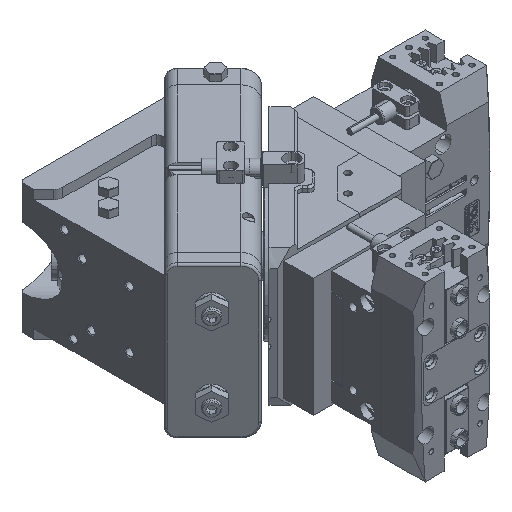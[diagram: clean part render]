
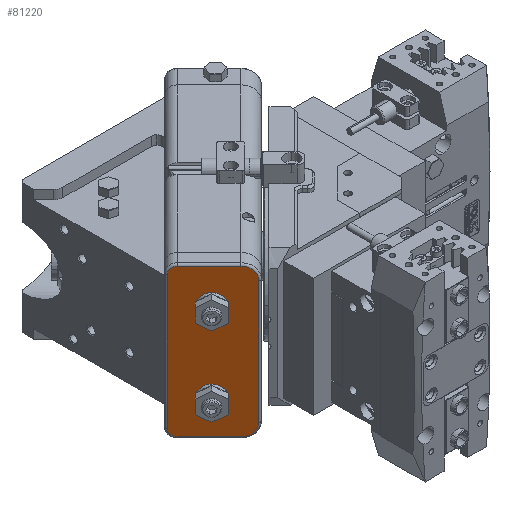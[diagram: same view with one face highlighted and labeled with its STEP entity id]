
A CAD part, isometric view. The second image highlights one B-rep face of the part: STEP entity #81220.
In plain terms, the highlighted planar face has unit normal (-0.707, -0.707, 0).
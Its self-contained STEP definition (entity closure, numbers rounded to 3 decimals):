
#625 = EDGE_CURVE ( 'NONE', #59717, #79105, #29260, .T. ) ;
#951 = ORIENTED_EDGE ( 'NONE', *, *, #74737, .T. ) ;
#1953 = VECTOR ( 'NONE', #78342, 1000. ) ;
#2646 = PLANE ( 'NONE',  #14065 ) ;
#2820 = CARTESIAN_POINT ( 'NONE',  ( 7.425, -4.349, 64. ) ) ;
#3047 = CARTESIAN_POINT ( 'NONE',  ( -2.121, 5.197, 5. ) ) ;
#3085 = DIRECTION ( 'NONE',  ( -0.707, -0.707, 0. ) ) ;
#3130 = EDGE_LOOP ( 'NONE', ( #6286, #20898 ) ) ;
#3386 = DIRECTION ( 'NONE',  ( 0.707, -0.707, 0. ) ) ;
#3410 = CIRCLE ( 'NONE', #6052, 7. ) ;
#3745 = ORIENTED_EDGE ( 'NONE', *, *, #27074, .F. ) ;
#4399 = ORIENTED_EDGE ( 'NONE', *, *, #29456, .F. ) ;
#4557 = CIRCLE ( 'NONE', #73195, 4.025 ) ;
#5259 = VECTOR ( 'NONE', #85422, 1000. ) ;
#6052 = AXIS2_PLACEMENT_3D ( 'NONE', #24632, #51128, #64159 ) ;
#6286 = ORIENTED_EDGE ( 'NONE', *, *, #46062, .F. ) ;
#6370 = VERTEX_POINT ( 'NONE', #21070 ) ;
#6518 = CARTESIAN_POINT ( 'NONE',  ( 7.425, -4.349, 20. ) ) ;
#8567 = VERTEX_POINT ( 'NONE', #56666 ) ;
#9868 = CARTESIAN_POINT ( 'NONE',  ( -4.95, 8.026, 79. ) ) ;
#10254 = VERTEX_POINT ( 'NONE', #70467 ) ;
#11769 = DIRECTION ( 'NONE',  ( 0.707, -0.707, 0. ) ) ;
#12379 = CARTESIAN_POINT ( 'NONE',  ( 20.506, -17.43, 76. ) ) ;
#14065 = AXIS2_PLACEMENT_3D ( 'NONE', #28602, #15905, #67546 ) ;
#15342 = EDGE_CURVE ( 'NONE', #45219, #59717, #85400, .T. ) ;
#15690 = FACE_BOUND ( 'NONE', #35493, .T. ) ;
#15905 = DIRECTION ( 'NONE',  ( 0.707, 0.707, 0. ) ) ;
#17788 = EDGE_CURVE ( 'NONE', #81613, #68025, #49066, .T. ) ;
#18678 = CARTESIAN_POINT ( 'NONE',  ( 7.425, -4.349, 20. ) ) ;
#18999 = DIRECTION ( 'NONE',  ( 0., 0., 1. ) ) ;
#20898 = ORIENTED_EDGE ( 'NONE', *, *, #28720, .F. ) ;
#21070 = CARTESIAN_POINT ( 'NONE',  ( 4.579, -1.502, 20. ) ) ;
#21360 = CARTESIAN_POINT ( 'NONE',  ( 20.506, -17.43, 76. ) ) ;
#22327 = VECTOR ( 'NONE', #18999, 1000. ) ;
#22419 = EDGE_CURVE ( 'NONE', #10254, #49988, #82274, .T. ) ;
#22726 = ORIENTED_EDGE ( 'NONE', *, *, #625, .T. ) ;
#23202 = CARTESIAN_POINT ( 'NONE',  ( -4.95, 8.026, 5. ) ) ;
#24632 = CARTESIAN_POINT ( 'NONE',  ( 15.556, -12.48, 76. ) ) ;
#24980 = DIRECTION ( 'NONE',  ( 0.707, -0.707, 0. ) ) ;
#25046 = CARTESIAN_POINT ( 'NONE',  ( 10.271, -7.195, 20. ) ) ;
#26171 = CARTESIAN_POINT ( 'NONE',  ( 10.271, -7.195, 64. ) ) ;
#27074 = EDGE_CURVE ( 'NONE', #59919, #50284, #4557, .T. ) ;
#28602 = CARTESIAN_POINT ( 'NONE',  ( -2.121, 5.197, 5. ) ) ;
#28720 = EDGE_CURVE ( 'NONE', #6370, #55691, #61096, .T. ) ;
#29260 = LINE ( 'NONE', #23202, #74630 ) ;
#29456 = EDGE_CURVE ( 'NONE', #50284, #59919, #75399, .T. ) ;
#29571 = DIRECTION ( 'NONE',  ( -0.707, 0.707, 0. ) ) ;
#31916 = DIRECTION ( 'NONE',  ( -0.707, -0.707, 0. ) ) ;
#34221 = EDGE_CURVE ( 'NONE', #49988, #81613, #47020, .T. ) ;
#34553 = CARTESIAN_POINT ( 'NONE',  ( -4.95, 8.026, 5. ) ) ;
#35483 = CARTESIAN_POINT ( 'NONE',  ( 15.556, -12.48, 1. ) ) ;
#35493 = EDGE_LOOP ( 'NONE', ( #3745, #4399 ) ) ;
#36552 = ORIENTED_EDGE ( 'NONE', *, *, #22419, .T. ) ;
#37488 = DIRECTION ( 'NONE',  ( -0.707, -0.707, 0. ) ) ;
#38232 = CIRCLE ( 'NONE', #45901, 4.025 ) ;
#39695 = ORIENTED_EDGE ( 'NONE', *, *, #43400, .T. ) ;
#42002 = CARTESIAN_POINT ( 'NONE',  ( 15.556, -12.48, 8. ) ) ;
#43400 = EDGE_CURVE ( 'NONE', #68025, #8567, #3410, .T. ) ;
#44058 = AXIS2_PLACEMENT_3D ( 'NONE', #18678, #44594, #11769 ) ;
#44366 = ORIENTED_EDGE ( 'NONE', *, *, #17788, .T. ) ;
#44594 = DIRECTION ( 'NONE',  ( -0.707, -0.707, 0. ) ) ;
#44892 = ORIENTED_EDGE ( 'NONE', *, *, #15342, .T. ) ;
#45103 = DIRECTION ( 'NONE',  ( -0.707, -0.707, 0. ) ) ;
#45219 = VERTEX_POINT ( 'NONE', #73216 ) ;
#45901 = AXIS2_PLACEMENT_3D ( 'NONE', #6518, #45103, #84827 ) ;
#46062 = EDGE_CURVE ( 'NONE', #55691, #6370, #38232, .T. ) ;
#46837 = AXIS2_PLACEMENT_3D ( 'NONE', #3047, #54342, #29571 ) ;
#47020 = CIRCLE ( 'NONE', #72407, 7. ) ;
#48661 = FACE_BOUND ( 'NONE', #3130, .T. ) ;
#48823 = DIRECTION ( 'NONE',  ( 0., 0., -1. ) ) ;
#49066 = LINE ( 'NONE', #12379, #22327 ) ;
#49148 = DIRECTION ( 'NONE',  ( -0.707, 0.707, 0. ) ) ;
#49988 = VERTEX_POINT ( 'NONE', #35483 ) ;
#50284 = VERTEX_POINT ( 'NONE', #51833 ) ;
#51003 = CARTESIAN_POINT ( 'NONE',  ( 15.556, -12.48, 1. ) ) ;
#51128 = DIRECTION ( 'NONE',  ( -0.707, -0.707, 0. ) ) ;
#51833 = CARTESIAN_POINT ( 'NONE',  ( 4.579, -1.502, 64. ) ) ;
#54342 = DIRECTION ( 'NONE',  ( -0.707, -0.707, 0. ) ) ;
#54355 = CIRCLE ( 'NONE', #46837, 4. ) ;
#54729 = LINE ( 'NONE', #58971, #5259 ) ;
#55691 = VERTEX_POINT ( 'NONE', #25046 ) ;
#56666 = CARTESIAN_POINT ( 'NONE',  ( 15.556, -12.48, 83. ) ) ;
#56963 = FACE_OUTER_BOUND ( 'NONE', #77647, .T. ) ;
#57379 = DIRECTION ( 'NONE',  ( -0.707, 0.707, 0. ) ) ;
#58971 = CARTESIAN_POINT ( 'NONE',  ( -2.121, 5.197, 83. ) ) ;
#59717 = VERTEX_POINT ( 'NONE', #9868 ) ;
#59919 = VERTEX_POINT ( 'NONE', #26171 ) ;
#61096 = CIRCLE ( 'NONE', #44058, 4.025 ) ;
#64159 = DIRECTION ( 'NONE',  ( -0.707, 0.707, 0. ) ) ;
#64215 = CARTESIAN_POINT ( 'NONE',  ( 7.425, -4.349, 64. ) ) ;
#64582 = CARTESIAN_POINT ( 'NONE',  ( -2.121, 5.197, 79. ) ) ;
#67546 = DIRECTION ( 'NONE',  ( 0.707, -0.707, 0. ) ) ;
#68025 = VERTEX_POINT ( 'NONE', #21360 ) ;
#68143 = ORIENTED_EDGE ( 'NONE', *, *, #81892, .T. ) ;
#70467 = CARTESIAN_POINT ( 'NONE',  ( -2.121, 5.197, 1. ) ) ;
#71058 = AXIS2_PLACEMENT_3D ( 'NONE', #2820, #75135, #3386 ) ;
#71329 = ORIENTED_EDGE ( 'NONE', *, *, #34221, .T. ) ;
#72407 = AXIS2_PLACEMENT_3D ( 'NONE', #42002, #3085, #49148 ) ;
#73195 = AXIS2_PLACEMENT_3D ( 'NONE', #64215, #31916, #24980 ) ;
#73216 = CARTESIAN_POINT ( 'NONE',  ( -2.121, 5.197, 83. ) ) ;
#74630 = VECTOR ( 'NONE', #48823, 1000. ) ;
#74737 = EDGE_CURVE ( 'NONE', #79105, #10254, #54355, .T. ) ;
#75135 = DIRECTION ( 'NONE',  ( -0.707, -0.707, 0. ) ) ;
#75399 = CIRCLE ( 'NONE', #71058, 4.025 ) ;
#77647 = EDGE_LOOP ( 'NONE', ( #68143, #44892, #22726, #951, #36552, #71329, #44366, #39695 ) ) ;
#78342 = DIRECTION ( 'NONE',  ( 0.707, -0.707, 0. ) ) ;
#79105 = VERTEX_POINT ( 'NONE', #34553 ) ;
#81206 = CARTESIAN_POINT ( 'NONE',  ( 20.506, -17.43, 8. ) ) ;
#81220 = ADVANCED_FACE ( 'NONE', ( #15690, #48661, #56963 ), #2646, .F. ) ;
#81613 = VERTEX_POINT ( 'NONE', #81206 ) ;
#81892 = EDGE_CURVE ( 'NONE', #8567, #45219, #54729, .T. ) ;
#82274 = LINE ( 'NONE', #51003, #1953 ) ;
#83605 = AXIS2_PLACEMENT_3D ( 'NONE', #64582, #37488, #57379 ) ;
#84827 = DIRECTION ( 'NONE',  ( 0.707, -0.707, 0. ) ) ;
#85400 = CIRCLE ( 'NONE', #83605, 4. ) ;
#85422 = DIRECTION ( 'NONE',  ( -0.707, 0.707, 0. ) ) ;
